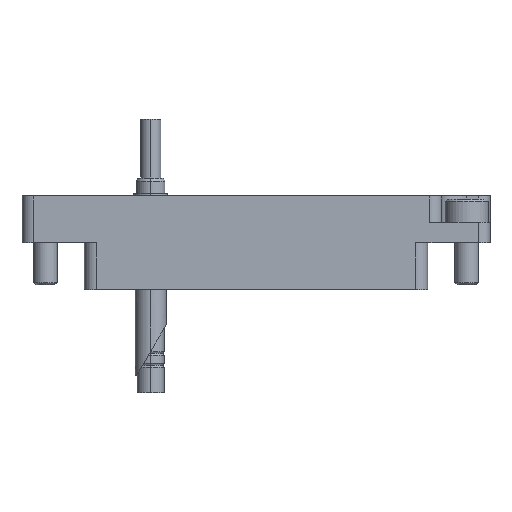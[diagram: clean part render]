
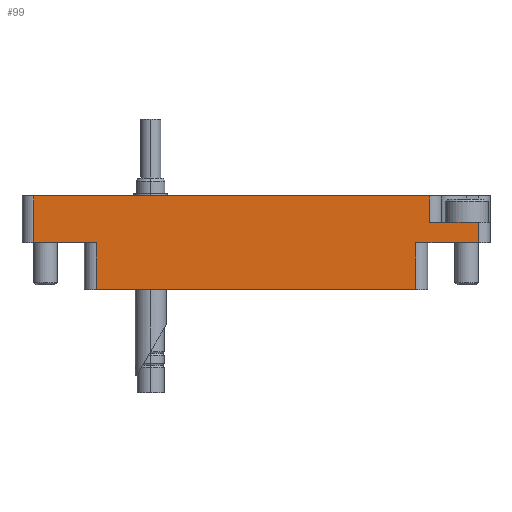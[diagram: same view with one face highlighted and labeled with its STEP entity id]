
A CAD part, left-side view. The second image highlights one B-rep face of the part: STEP entity #99.
In plain terms, the highlighted face is planar.
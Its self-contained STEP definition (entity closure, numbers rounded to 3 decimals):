
#99 = ADVANCED_FACE ( 'NONE', ( #4229 ), #9587, .F. ) ;
#347 = CARTESIAN_POINT ( 'NONE',  ( 30., 0., 14.35 ) ) ;
#428 = EDGE_CURVE ( 'NONE', #5020, #911, #10956, .T. ) ;
#458 = VECTOR ( 'NONE', #2132, 1000. ) ;
#648 = EDGE_CURVE ( 'NONE', #5020, #10214, #11366, .T. ) ;
#734 = ORIENTED_EDGE ( 'NONE', *, *, #8607, .F. ) ;
#740 = CARTESIAN_POINT ( 'NONE',  ( 22.25, 6., 14.35 ) ) ;
#771 = VERTEX_POINT ( 'NONE', #899 ) ;
#899 = CARTESIAN_POINT ( 'NONE',  ( 22.25, 2.6, 14.35 ) ) ;
#911 = VERTEX_POINT ( 'NONE', #2513 ) ;
#933 = EDGE_CURVE ( 'NONE', #11092, #7183, #9674, .T. ) ;
#975 = CARTESIAN_POINT ( 'NONE',  ( -20.5, 0., 14.35 ) ) ;
#1099 = ORIENTED_EDGE ( 'NONE', *, *, #933, .T. ) ;
#1336 = DIRECTION ( 'NONE',  ( -1., 0., 0. ) ) ;
#1367 = VECTOR ( 'NONE', #11203, 1000. ) ;
#1425 = CARTESIAN_POINT ( 'NONE',  ( -20.5, -6., 14.35 ) ) ;
#1613 = CARTESIAN_POINT ( 'NONE',  ( -30., 6., 14.35 ) ) ;
#2132 = DIRECTION ( 'NONE',  ( 0., 1., 0. ) ) ;
#2374 = CARTESIAN_POINT ( 'NONE',  ( 28.5, 0., 14.35 ) ) ;
#2430 = DIRECTION ( 'NONE',  ( 1., 0., 0. ) ) ;
#2513 = CARTESIAN_POINT ( 'NONE',  ( 20.5, 0., 14.35 ) ) ;
#2576 = CARTESIAN_POINT ( 'NONE',  ( 28.5, 2.6, 14.35 ) ) ;
#2741 = CARTESIAN_POINT ( 'NONE',  ( 20.5, -6., 14.35 ) ) ;
#3101 = ORIENTED_EDGE ( 'NONE', *, *, #6757, .T. ) ;
#3212 = LINE ( 'NONE', #10210, #4475 ) ;
#3244 = LINE ( 'NONE', #1613, #6915 ) ;
#3365 = LINE ( 'NONE', #11406, #11009 ) ;
#3817 = LINE ( 'NONE', #7474, #10823 ) ;
#4051 = EDGE_CURVE ( 'NONE', #11092, #911, #11013, .T. ) ;
#4229 = FACE_OUTER_BOUND ( 'NONE', #8668, .T. ) ;
#4230 = VECTOR ( 'NONE', #1336, 1000. ) ;
#4294 = EDGE_CURVE ( 'NONE', #9934, #7798, #3817, .T. ) ;
#4475 = VECTOR ( 'NONE', #6745, 1000. ) ;
#4797 = CARTESIAN_POINT ( 'NONE',  ( -28.5, 6., 14.35 ) ) ;
#4865 = DIRECTION ( 'NONE',  ( 0., 1., 0. ) ) ;
#5020 = VERTEX_POINT ( 'NONE', #2741 ) ;
#5941 = VERTEX_POINT ( 'NONE', #4797 ) ;
#5959 = VECTOR ( 'NONE', #6042, 1000. ) ;
#6042 = DIRECTION ( 'NONE',  ( 0., 1., 0. ) ) ;
#6140 = CARTESIAN_POINT ( 'NONE',  ( -28.5, 0., 14.35 ) ) ;
#6247 = CARTESIAN_POINT ( 'NONE',  ( -22., -6., 14.35 ) ) ;
#6424 = LINE ( 'NONE', #6480, #458 ) ;
#6480 = CARTESIAN_POINT ( 'NONE',  ( 22.25, 0., 14.35 ) ) ;
#6497 = CARTESIAN_POINT ( 'NONE',  ( 28.5, 2.6, 14.35 ) ) ;
#6745 = DIRECTION ( 'NONE',  ( 0., -1., 0. ) ) ;
#6757 = EDGE_CURVE ( 'NONE', #5941, #7798, #9449, .T. ) ;
#6831 = EDGE_CURVE ( 'NONE', #9934, #10214, #3212, .T. ) ;
#6915 = VECTOR ( 'NONE', #2430, 1000. ) ;
#6985 = AXIS2_PLACEMENT_3D ( 'NONE', #9528, #8704, #10349 ) ;
#7110 = ORIENTED_EDGE ( 'NONE', *, *, #10973, .T. ) ;
#7183 = VERTEX_POINT ( 'NONE', #6497 ) ;
#7359 = DIRECTION ( 'NONE',  ( -1., 0., 0. ) ) ;
#7474 = CARTESIAN_POINT ( 'NONE',  ( 30., 0., 14.35 ) ) ;
#7620 = EDGE_CURVE ( 'NONE', #771, #7183, #3365, .T. ) ;
#7680 = CARTESIAN_POINT ( 'NONE',  ( -28.5, 0., 14.35 ) ) ;
#7798 = VERTEX_POINT ( 'NONE', #6140 ) ;
#7931 = ORIENTED_EDGE ( 'NONE', *, *, #4294, .F. ) ;
#8418 = CARTESIAN_POINT ( 'NONE',  ( 20.5, 0., 14.35 ) ) ;
#8607 = EDGE_CURVE ( 'NONE', #5941, #10892, #3244, .T. ) ;
#8638 = ORIENTED_EDGE ( 'NONE', *, *, #4051, .F. ) ;
#8668 = EDGE_LOOP ( 'NONE', ( #9032, #9216, #8638, #1099, #9848, #7110, #734, #3101, #7931, #9464 ) ) ;
#8704 = DIRECTION ( 'NONE',  ( 0., 0., -1. ) ) ;
#9032 = ORIENTED_EDGE ( 'NONE', *, *, #648, .F. ) ;
#9216 = ORIENTED_EDGE ( 'NONE', *, *, #428, .T. ) ;
#9449 = LINE ( 'NONE', #7680, #10631 ) ;
#9464 = ORIENTED_EDGE ( 'NONE', *, *, #6831, .T. ) ;
#9528 = CARTESIAN_POINT ( 'NONE',  ( -30., 0., 14.35 ) ) ;
#9587 = PLANE ( 'NONE',  #6985 ) ;
#9674 = LINE ( 'NONE', #2576, #5959 ) ;
#9848 = ORIENTED_EDGE ( 'NONE', *, *, #7620, .F. ) ;
#9934 = VERTEX_POINT ( 'NONE', #975 ) ;
#10210 = CARTESIAN_POINT ( 'NONE',  ( -20.5, 0., 14.35 ) ) ;
#10214 = VERTEX_POINT ( 'NONE', #1425 ) ;
#10349 = DIRECTION ( 'NONE',  ( -1., 0., 0. ) ) ;
#10631 = VECTOR ( 'NONE', #11257, 1000. ) ;
#10668 = VECTOR ( 'NONE', #4865, 1000. ) ;
#10823 = VECTOR ( 'NONE', #7359, 1000. ) ;
#10892 = VERTEX_POINT ( 'NONE', #740 ) ;
#10956 = LINE ( 'NONE', #8418, #10668 ) ;
#10973 = EDGE_CURVE ( 'NONE', #771, #10892, #6424, .T. ) ;
#11009 = VECTOR ( 'NONE', #11239, 1000. ) ;
#11013 = LINE ( 'NONE', #347, #4230 ) ;
#11092 = VERTEX_POINT ( 'NONE', #2374 ) ;
#11203 = DIRECTION ( 'NONE',  ( -1., 0., 0. ) ) ;
#11239 = DIRECTION ( 'NONE',  ( 1., 0., 0. ) ) ;
#11257 = DIRECTION ( 'NONE',  ( 0., -1., 0. ) ) ;
#11366 = LINE ( 'NONE', #6247, #1367 ) ;
#11406 = CARTESIAN_POINT ( 'NONE',  ( 30., 2.6, 14.35 ) ) ;
